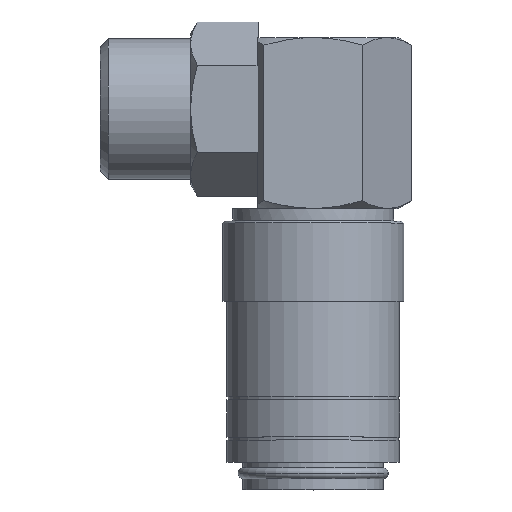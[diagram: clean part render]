
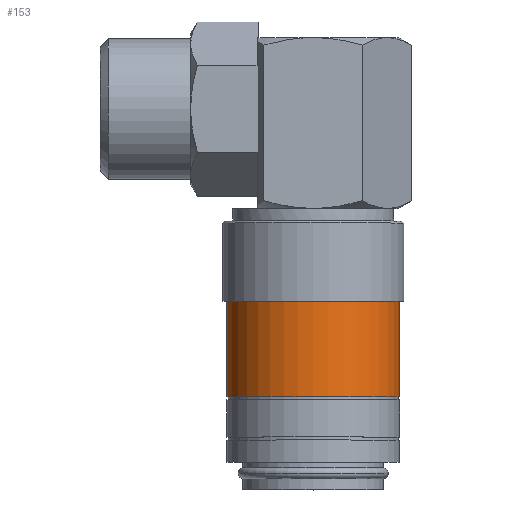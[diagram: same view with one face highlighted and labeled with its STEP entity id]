
A CAD part, top view. The second image highlights one B-rep face of the part: STEP entity #153.
In plain terms, the highlighted cylindrical face has radius 8.6 mm (diameter 17.2 mm), a partial arc.
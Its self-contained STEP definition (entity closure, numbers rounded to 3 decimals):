
#153=ADVANCED_FACE('',(#369),#370,.T.);
#369=FACE_OUTER_BOUND('',#654,.T.);
#370=CYLINDRICAL_SURFACE('',#655,8.6);
#654=EDGE_LOOP('',(#1051,#1052,#1053,#1054));
#655=AXIS2_PLACEMENT_3D('',#1055,#1056,#1057);
#1051=ORIENTED_EDGE('',*,*,#1743,.F.);
#1052=ORIENTED_EDGE('',*,*,#1744,.T.);
#1053=ORIENTED_EDGE('',*,*,#1745,.F.);
#1054=ORIENTED_EDGE('',*,*,#1746,.F.);
#1055=CARTESIAN_POINT('',(0.0,14.0,0.0));
#1056=DIRECTION('',(0.0,1.0,0.0));
#1057=DIRECTION('',(-1.0,0.0,0.));
#1743=EDGE_CURVE('',#2113,#2114,#2115,.T.);
#1744=EDGE_CURVE('',#2113,#2116,#2117,.T.);
#1745=EDGE_CURVE('',#2118,#2116,#2119,.T.);
#1746=EDGE_CURVE('',#2114,#2118,#2120,.T.);
#2113=VERTEX_POINT('',#2684);
#2114=VERTEX_POINT('',#2685);
#2115=LINE('',#2686,#2687);
#2116=VERTEX_POINT('',#2688);
#2117=CIRCLE('',#2689,8.6);
#2118=VERTEX_POINT('',#2690);
#2119=LINE('',#2691,#2692);
#2120=CIRCLE('',#2693,8.6);
#2684=CARTESIAN_POINT('',(-8.6,9.25,0.));
#2685=CARTESIAN_POINT('',(-8.6,18.75,0.));
#2686=CARTESIAN_POINT('',(-8.6,14.0,0.));
#2687=VECTOR('',#3380,1.0);
#2688=CARTESIAN_POINT('',(8.6,9.25,0.));
#2689=AXIS2_PLACEMENT_3D('',#3381,#3382,#3383);
#2690=CARTESIAN_POINT('',(8.6,18.75,0.));
#2691=CARTESIAN_POINT('',(8.6,14.0,0.));
#2692=VECTOR('',#3384,1.0);
#2693=AXIS2_PLACEMENT_3D('',#3385,#3386,#3387);
#3380=DIRECTION('',(0.0,1.0,0.0));
#3381=CARTESIAN_POINT('',(0.0,9.25,0.0));
#3382=DIRECTION('',(0.0,1.0,0.0));
#3383=DIRECTION('',(-1.0,0.0,0.));
#3384=DIRECTION('',(-0.0,-1.0,-0.0));
#3385=CARTESIAN_POINT('',(0.0,18.75,0.0));
#3386=DIRECTION('',(0.0,1.0,0.0));
#3387=DIRECTION('',(-1.0,0.0,0.));
